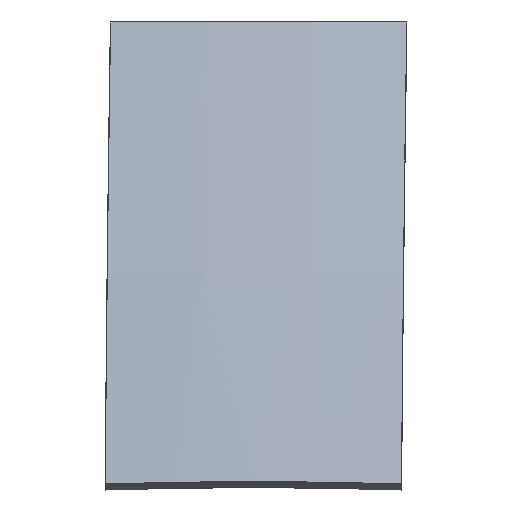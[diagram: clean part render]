
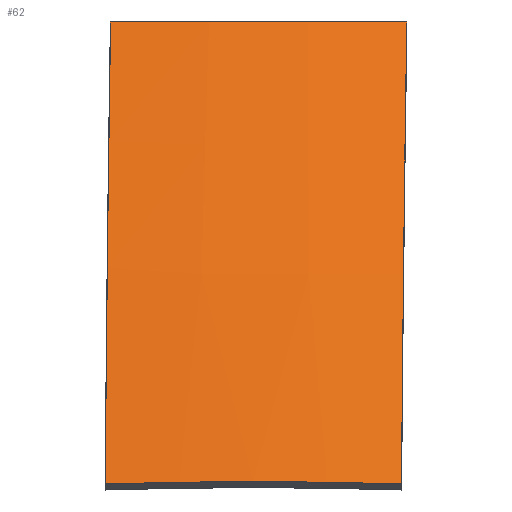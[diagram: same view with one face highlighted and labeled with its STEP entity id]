
A CAD part, left-side view. The second image highlights one B-rep face of the part: STEP entity #62.
In plain terms, the highlighted toroidal (fillet/blend) face has major radius 1321 mm and minor radius 3430 mm.
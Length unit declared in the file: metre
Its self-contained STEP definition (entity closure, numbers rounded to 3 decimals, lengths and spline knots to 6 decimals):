
#62=ADVANCED_FACE('0:224',(#73),#74,.T.);
#73=FACE_OUTER_BOUND('',#91,.T.);
#74=TOROIDAL_SURFACE('',#92,1.321,3.43);
#91=EDGE_LOOP('',(#109,#110,#111,#112));
#92=AXIS2_PLACEMENT_3D('',#113,#114,#115);
#109=ORIENTED_EDGE('',*,*,#163,.T.);
#110=ORIENTED_EDGE('',*,*,#164,.T.);
#111=ORIENTED_EDGE('',*,*,#165,.F.);
#112=ORIENTED_EDGE('',*,*,#166,.F.);
#113=CARTESIAN_POINT('',(0.0,0.0,0.0));
#114=DIRECTION('',(0.0,0.0,1.0));
#115=DIRECTION('',(-0.982,0.191,0.0));
#163=EDGE_CURVE('0:242',#178,#179,#180,.T.);
#164=EDGE_CURVE('0:245',#179,#181,#182,.T.);
#165=EDGE_CURVE('0:248',#183,#181,#184,.T.);
#166=EDGE_CURVE('0:251',#178,#183,#185,.T.);
#178=VERTEX_POINT('',#202);
#179=VERTEX_POINT('',#203);
#180=B_SPLINE_CURVE_WITH_KNOTS('',3,(#204,#205,#206,#207,#208,#209,#210,#211,#212,#213,#214,#215,#216,#217,#218,#219,#220,#221,#222,#223,#224,#225,#226,#227,#228,#229,#230,#231),.UNSPECIFIED.,.F.,.F.,(4,3,3,3,3,3,3,3,3,4),(7.758749,7.816057,7.843655,7.857153,7.869454,8.038317,8.20598,8.373149,8.538073,8.67568),.UNSPECIFIED.);
#181=VERTEX_POINT('',#232);
#182=CIRCLE('',#233,3.890764);
#183=VERTEX_POINT('',#234);
#184=ELLIPSE('',#235,3.434886,3.430245);
#185=ELLIPSE('',#236,4.44158,4.095556);
#202=CARTESIAN_POINT('',(-4.417358,-0.180934,1.467826));
#203=CARTESIAN_POINT('',(-3.886112,-0.190207,2.27183));
#204=CARTESIAN_POINT('',(-4.417358,-0.180934,1.467826));
#205=CARTESIAN_POINT('',(-4.408997,-0.18108,1.485457));
#206=CARTESIAN_POINT('',(-4.400533,-0.181228,1.502917));
#207=CARTESIAN_POINT('',(-4.391976,-0.181377,1.520198));
#208=CARTESIAN_POINT('',(-4.387855,-0.181449,1.528519));
#209=CARTESIAN_POINT('',(-4.383713,-0.181521,1.536799));
#210=CARTESIAN_POINT('',(-4.37955,-0.181594,1.545036));
#211=CARTESIAN_POINT('',(-4.377514,-0.18163,1.549065));
#212=CARTESIAN_POINT('',(-4.375473,-0.181665,1.553084));
#213=CARTESIAN_POINT('',(-4.373428,-0.181701,1.557092));
#214=CARTESIAN_POINT('',(-4.371564,-0.181733,1.560745));
#215=CARTESIAN_POINT('',(-4.369692,-0.181766,1.564397));
#216=CARTESIAN_POINT('',(-4.36781,-0.181799,1.568052));
#217=CARTESIAN_POINT('',(-4.341977,-0.18225,1.61823));
#218=CARTESIAN_POINT('',(-4.314402,-0.182731,1.668736));
#219=CARTESIAN_POINT('',(-4.285119,-0.183242,1.719206));
#220=CARTESIAN_POINT('',(-4.256044,-0.18375,1.769317));
#221=CARTESIAN_POINT('',(-4.225287,-0.184287,1.819392));
#222=CARTESIAN_POINT('',(-4.192925,-0.184852,1.869101));
#223=CARTESIAN_POINT('',(-4.160658,-0.185415,1.918663));
#224=CARTESIAN_POINT('',(-4.126797,-0.186006,1.967862));
#225=CARTESIAN_POINT('',(-4.09146,-0.186623,2.016398));
#226=CARTESIAN_POINT('',(-4.056598,-0.187231,2.064283));
#227=CARTESIAN_POINT('',(-4.020301,-0.187865,2.111523));
#228=CARTESIAN_POINT('',(-3.982726,-0.188521,2.157859));
#229=CARTESIAN_POINT('',(-3.951374,-0.189068,2.196521));
#230=CARTESIAN_POINT('',(-3.919136,-0.189631,2.234552));
#231=CARTESIAN_POINT('',(-3.886112,-0.190207,2.27183));
#232=CARTESIAN_POINT('',(-3.877107,0.325714,2.27183));
#233=AXIS2_PLACEMENT_3D('',#281,#282,#283);
#234=CARTESIAN_POINT('',(-4.408353,0.334987,1.467826));
#235=AXIS2_PLACEMENT_3D('',#284,#285,#286);
#236=AXIS2_PLACEMENT_3D('',#287,#288,#289);
#281=CARTESIAN_POINT('',(0.0,0.0,2.27183));
#282=DIRECTION('',(0.0,0.0,-1.0));
#283=DIRECTION('',(0.982,-0.191,0.0));
#284=CARTESIAN_POINT('',(-1.304841,0.280815,-0.002913));
#285=DIRECTION('',(0.017,1.,0.));
#286=DIRECTION('',(0.955,-0.017,-0.295));
#287=CARTESIAN_POINT('',(-1.084737,0.018934,-0.906459));
#288=DIRECTION('',(-0.581,0.01,-0.814));
#289=DIRECTION('',(0.017,1.,0.));
